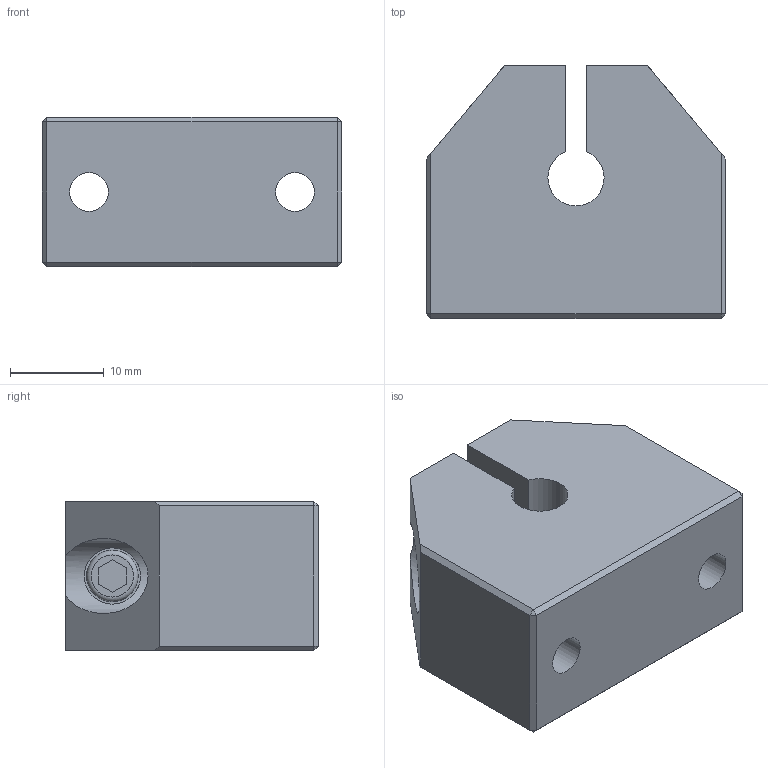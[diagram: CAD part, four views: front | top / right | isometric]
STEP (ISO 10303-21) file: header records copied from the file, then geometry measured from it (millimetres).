
FILE_DESCRIPTION(/* description */ ('Wellenbock für Gehäusseserie CGE'),/* implementation_level */ '2;1');
FILE_NAME(/* name */ '161780-0.step',/* time_stamp */ '2021-08-17T08:30:58+02:00',/* author */ ('Praktikum'),/* organization */ (''),/* preprocessor_version */ 'ST-DEVELOPER v18.1',/* originating_system */ 'Autodesk Inventor 2021',/* authorisation */ '');
FILE_SCHEMA (('AUTOMOTIVE_DESIGN { 1 0 10303 214 3 1 1 }'));
Length unit declared in the file: millimetre
Products named in the file (1): 16-1780-0FZ.001
Bounding box: 32 x 27 x 16 mm (x, y, z)
Volume: 10212.2 mm3; surface area: 4641.7 mm2
Topology: 1 solids, 1 shells, 49 faces, 115 edges, 73 vertices
Faces by surface type: plane 37, cylinder 11, torus 1
Full cylindrical faces by diameter (mm): 3.242 x1, 4.134 x2, 4.3 x2, 4.5 x1, 5.5 x1, 6 x1, 8 x2
Entity records: 1506 total; most frequent: CARTESIAN_POINT 316, DIRECTION 235, ORIENTED_EDGE 230, EDGE_CURVE 115, LINE 83, VECTOR 83, AXIS2_PLACEMENT_3D 76, VERTEX_POINT 73
